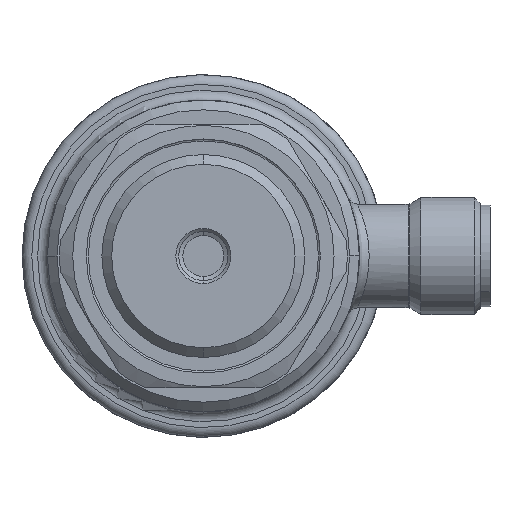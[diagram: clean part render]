
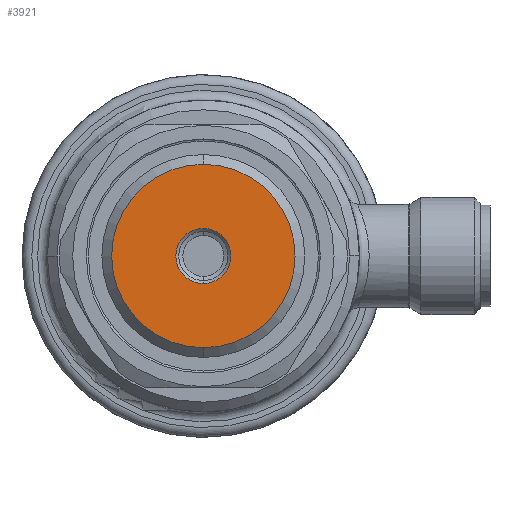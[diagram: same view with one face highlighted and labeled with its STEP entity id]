
A CAD part, front view. The second image highlights one B-rep face of the part: STEP entity #3921.
In plain terms, the highlighted planar face has unit normal (0, -1, 0).
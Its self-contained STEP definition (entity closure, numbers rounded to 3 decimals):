
#430 = ORIENTED_EDGE ( 'NONE', *, *, #7040, .F. ) ;
#493 = DIRECTION ( 'NONE',  ( 0., 0., -1. ) ) ;
#561 = CIRCLE ( 'NONE', #7727, 2.825 ) ;
#643 = ORIENTED_EDGE ( 'NONE', *, *, #3563, .T. ) ;
#829 = VERTEX_POINT ( 'NONE', #1370 ) ;
#874 = ORIENTED_EDGE ( 'NONE', *, *, #5722, .T. ) ;
#1370 = CARTESIAN_POINT ( 'NONE',  ( 0., -14., 9.406 ) ) ;
#2550 = VERTEX_POINT ( 'NONE', #7079 ) ;
#2863 = CIRCLE ( 'NONE', #7441, 9.406 ) ;
#3140 = EDGE_CURVE ( 'NONE', #2550, #7586, #561, .T. ) ;
#3549 = CARTESIAN_POINT ( 'NONE',  ( 0., -14., 0. ) ) ;
#3563 = EDGE_CURVE ( 'NONE', #829, #5715, #7921, .T. ) ;
#3601 = DIRECTION ( 'NONE',  ( 0., 0., -1. ) ) ;
#3609 = DIRECTION ( 'NONE',  ( 0., -1., 0. ) ) ;
#3627 = CARTESIAN_POINT ( 'NONE',  ( 0., -14., 0. ) ) ;
#3753 = EDGE_LOOP ( 'NONE', ( #643, #874 ) ) ;
#3921 = ADVANCED_FACE ( 'NONE', ( #8156, #5126 ), #4769, .T. ) ;
#3923 = DIRECTION ( 'NONE',  ( 0., 0., -1. ) ) ;
#3949 = DIRECTION ( 'NONE',  ( 0., -1., 0. ) ) ;
#4021 = DIRECTION ( 'NONE',  ( 0., -1., 0. ) ) ;
#4161 = CARTESIAN_POINT ( 'NONE',  ( 9.406, -14., 0. ) ) ;
#4520 = DIRECTION ( 'NONE',  ( 0., -1., 0. ) ) ;
#4769 = PLANE ( 'NONE',  #7571 ) ;
#5126 = FACE_OUTER_BOUND ( 'NONE', #3753, .T. ) ;
#5715 = VERTEX_POINT ( 'NONE', #8158 ) ;
#5722 = EDGE_CURVE ( 'NONE', #5715, #829, #2863, .T. ) ;
#6160 = AXIS2_PLACEMENT_3D ( 'NONE', #3627, #3609, #3601 ) ;
#6354 = EDGE_LOOP ( 'NONE', ( #7189, #430 ) ) ;
#6493 = CIRCLE ( 'NONE', #6713, 2.825 ) ;
#6713 = AXIS2_PLACEMENT_3D ( 'NONE', #7758, #4021, #8336 ) ;
#7040 = EDGE_CURVE ( 'NONE', #7586, #2550, #6493, .T. ) ;
#7079 = CARTESIAN_POINT ( 'NONE',  ( 0., -14., -2.825 ) ) ;
#7189 = ORIENTED_EDGE ( 'NONE', *, *, #3140, .F. ) ;
#7441 = AXIS2_PLACEMENT_3D ( 'NONE', #8191, #4520, #493 ) ;
#7571 = AXIS2_PLACEMENT_3D ( 'NONE', #4161, #3949, #3923 ) ;
#7586 = VERTEX_POINT ( 'NONE', #8058 ) ;
#7727 = AXIS2_PLACEMENT_3D ( 'NONE', #3549, #8348, #8317 ) ;
#7758 = CARTESIAN_POINT ( 'NONE',  ( 0., -14., 0. ) ) ;
#7921 = CIRCLE ( 'NONE', #6160, 9.406 ) ;
#8058 = CARTESIAN_POINT ( 'NONE',  ( 0., -14., 2.825 ) ) ;
#8156 = FACE_BOUND ( 'NONE', #6354, .T. ) ;
#8158 = CARTESIAN_POINT ( 'NONE',  ( 0., -14., -9.406 ) ) ;
#8191 = CARTESIAN_POINT ( 'NONE',  ( 0., -14., 0. ) ) ;
#8317 = DIRECTION ( 'NONE',  ( 0., 0., -1. ) ) ;
#8336 = DIRECTION ( 'NONE',  ( 0., 0., -1. ) ) ;
#8348 = DIRECTION ( 'NONE',  ( 0., -1., 0. ) ) ;
